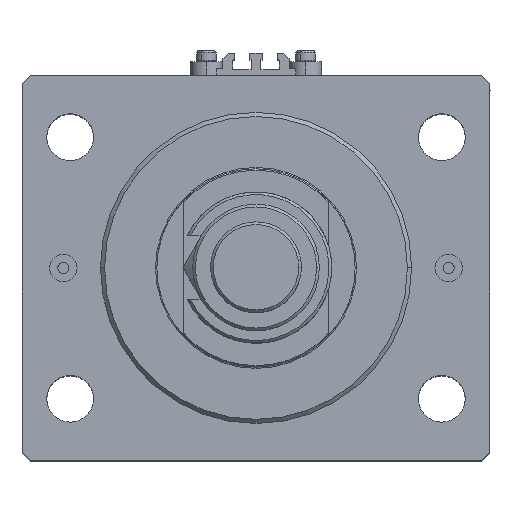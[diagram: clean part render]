
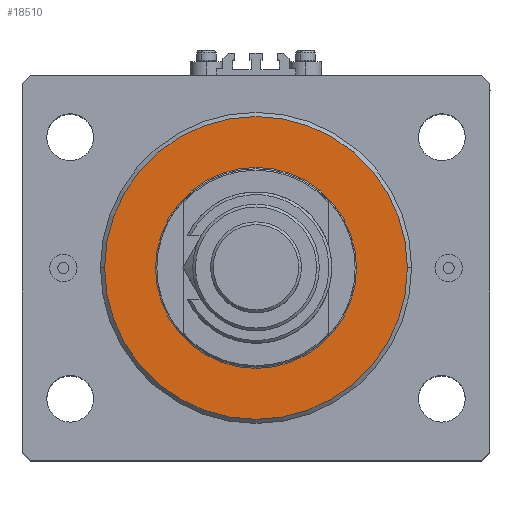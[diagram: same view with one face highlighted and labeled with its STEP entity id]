
A CAD part, top view. The second image highlights one B-rep face of the part: STEP entity #18510.
In plain terms, the highlighted face is planar.
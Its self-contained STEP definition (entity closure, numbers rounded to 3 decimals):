
#1697 = ORIENTED_EDGE ( 'NONE', *, *, #25098, .T. ) ;
#1803 = CARTESIAN_POINT ( 'NONE',  ( 0., 0., 0. ) ) ;
#1942 = CARTESIAN_POINT ( 'NONE',  ( 36.5, 0., 0. ) ) ;
#2448 = DIRECTION ( 'NONE',  ( 1., 0., 0. ) ) ;
#3003 = CARTESIAN_POINT ( 'NONE',  ( 55., 0., 0. ) ) ;
#3537 = DIRECTION ( 'NONE',  ( 0., 0., 1. ) ) ;
#3622 = EDGE_LOOP ( 'NONE', ( #1697, #25775 ) ) ;
#3724 = DIRECTION ( 'NONE',  ( 1., 0., 0. ) ) ;
#4034 = FACE_OUTER_BOUND ( 'NONE', #10330, .T. ) ;
#4055 = EDGE_CURVE ( 'NONE', #12263, #6658, #9918, .T. ) ;
#5698 = AXIS2_PLACEMENT_3D ( 'NONE', #1803, #44152, #24881 ) ;
#6658 = VERTEX_POINT ( 'NONE', #3003 ) ;
#6841 = CARTESIAN_POINT ( 'NONE',  ( 0., 0., 0. ) ) ;
#8136 = AXIS2_PLACEMENT_3D ( 'NONE', #16616, #16861, #47063 ) ;
#8436 = VERTEX_POINT ( 'NONE', #1942 ) ;
#9918 = CIRCLE ( 'NONE', #11498, 55. ) ;
#10330 = EDGE_LOOP ( 'NONE', ( #37977, #35429 ) ) ;
#11498 = AXIS2_PLACEMENT_3D ( 'NONE', #17912, #36964, #2448 ) ;
#12263 = VERTEX_POINT ( 'NONE', #25742 ) ;
#15880 = DIRECTION ( 'NONE',  ( 0., 0., -1. ) ) ;
#16616 = CARTESIAN_POINT ( 'NONE',  ( 0., 0., 0. ) ) ;
#16861 = DIRECTION ( 'NONE',  ( 0., 0., 1. ) ) ;
#17910 = AXIS2_PLACEMENT_3D ( 'NONE', #6841, #3537, #31177 ) ;
#17912 = CARTESIAN_POINT ( 'NONE',  ( 0., 0., 0. ) ) ;
#18510 = ADVANCED_FACE ( 'NONE', ( #27109, #4034 ), #19499, .F. ) ;
#19219 = EDGE_CURVE ( 'NONE', #22831, #8436, #45386, .T. ) ;
#19499 = PLANE ( 'NONE',  #17910 ) ;
#22831 = VERTEX_POINT ( 'NONE', #47319 ) ;
#24881 = DIRECTION ( 'NONE',  ( 1., 0., 0. ) ) ;
#25098 = EDGE_CURVE ( 'NONE', #8436, #22831, #25958, .T. ) ;
#25742 = CARTESIAN_POINT ( 'NONE',  ( -55., 0., 0. ) ) ;
#25775 = ORIENTED_EDGE ( 'NONE', *, *, #19219, .T. ) ;
#25958 = CIRCLE ( 'NONE', #8136, 36.5 ) ;
#25999 = EDGE_CURVE ( 'NONE', #6658, #12263, #47850, .T. ) ;
#27109 = FACE_BOUND ( 'NONE', #3622, .T. ) ;
#31177 = DIRECTION ( 'NONE',  ( 1., 0., 0. ) ) ;
#34442 = CARTESIAN_POINT ( 'NONE',  ( 0., 0., 0. ) ) ;
#35429 = ORIENTED_EDGE ( 'NONE', *, *, #4055, .T. ) ;
#36964 = DIRECTION ( 'NONE',  ( 0., 0., -1. ) ) ;
#37977 = ORIENTED_EDGE ( 'NONE', *, *, #25999, .T. ) ;
#44152 = DIRECTION ( 'NONE',  ( 0., 0., 1. ) ) ;
#45386 = CIRCLE ( 'NONE', #5698, 36.5 ) ;
#47063 = DIRECTION ( 'NONE',  ( 1., 0., 0. ) ) ;
#47319 = CARTESIAN_POINT ( 'NONE',  ( -36.5, 0., 0. ) ) ;
#47850 = CIRCLE ( 'NONE', #48680, 55. ) ;
#48680 = AXIS2_PLACEMENT_3D ( 'NONE', #34442, #15880, #3724 ) ;
